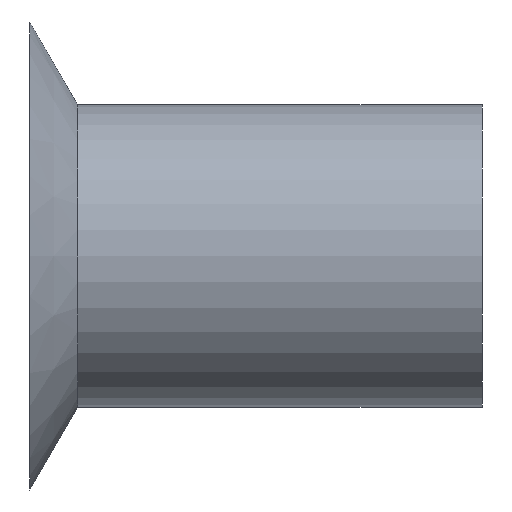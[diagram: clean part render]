
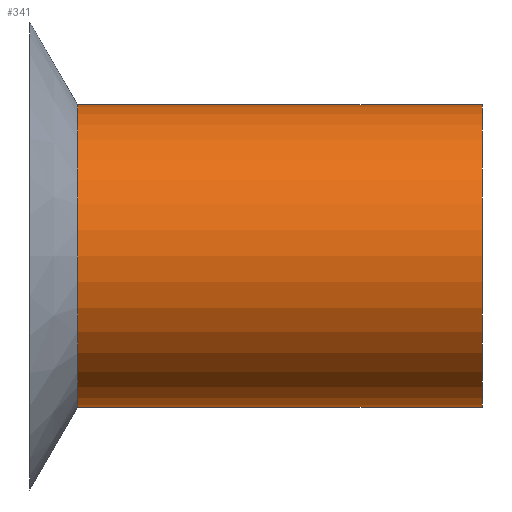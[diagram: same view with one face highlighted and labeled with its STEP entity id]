
A CAD part, left-side view. The second image highlights one B-rep face of the part: STEP entity #341.
In plain terms, the highlighted cylindrical face has radius 0.97 mm (diameter 1.94 mm), a partial arc.
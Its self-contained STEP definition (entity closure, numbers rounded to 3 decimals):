
#3 = ORIENTED_EDGE ( 'NONE', *, *, #99, .T. ) ;
#13 = VECTOR ( 'NONE', #83, 1000. ) ;
#15 = ORIENTED_EDGE ( 'NONE', *, *, #237, .F. ) ;
#30 = CARTESIAN_POINT ( 'NONE',  ( 0., 2.594, -0.97 ) ) ;
#43 = CARTESIAN_POINT ( 'NONE',  ( 0., 0., 0.97 ) ) ;
#45 = DIRECTION ( 'NONE',  ( 0., -1., 0. ) ) ;
#54 = VERTEX_POINT ( 'NONE', #623 ) ;
#73 = CIRCLE ( 'NONE', #93, 0.97 ) ;
#83 = DIRECTION ( 'NONE',  ( 0., -1., 0. ) ) ;
#92 = EDGE_LOOP ( 'NONE', ( #336, #137, #3, #15 ) ) ;
#93 = AXIS2_PLACEMENT_3D ( 'NONE', #464, #139, #507 ) ;
#99 = EDGE_CURVE ( 'NONE', #515, #490, #140, .T. ) ;
#105 = LINE ( 'NONE', #43, #510 ) ;
#129 = FACE_OUTER_BOUND ( 'NONE', #92, .T. ) ;
#137 = ORIENTED_EDGE ( 'NONE', *, *, #192, .T. ) ;
#139 = DIRECTION ( 'NONE',  ( 0., -1., 0. ) ) ;
#140 = LINE ( 'NONE', #404, #13 ) ;
#156 = DIRECTION ( 'NONE',  ( 0., 0., -1. ) ) ;
#169 = EDGE_CURVE ( 'NONE', #54, #381, #105, .T. ) ;
#192 = EDGE_CURVE ( 'NONE', #54, #515, #234, .T. ) ;
#221 = CARTESIAN_POINT ( 'NONE',  ( 0., 0., -0.97 ) ) ;
#234 = CIRCLE ( 'NONE', #638, 0.97 ) ;
#237 = EDGE_CURVE ( 'NONE', #381, #490, #73, .T. ) ;
#283 = DIRECTION ( 'NONE',  ( 0., -1., 0. ) ) ;
#336 = ORIENTED_EDGE ( 'NONE', *, *, #169, .F. ) ;
#341 = ADVANCED_FACE ( 'NONE', ( #129 ), #530, .T. ) ;
#342 = CARTESIAN_POINT ( 'NONE',  ( 0., 2.594, 0. ) ) ;
#381 = VERTEX_POINT ( 'NONE', #618 ) ;
#404 = CARTESIAN_POINT ( 'NONE',  ( 0., 0., -0.97 ) ) ;
#413 = DIRECTION ( 'NONE',  ( 0., 0., -1. ) ) ;
#432 = CARTESIAN_POINT ( 'NONE',  ( 0., 0., 0. ) ) ;
#464 = CARTESIAN_POINT ( 'NONE',  ( 0., 0., 0. ) ) ;
#479 = DIRECTION ( 'NONE',  ( 0., -1., 0. ) ) ;
#490 = VERTEX_POINT ( 'NONE', #221 ) ;
#507 = DIRECTION ( 'NONE',  ( 0., 0., -1. ) ) ;
#510 = VECTOR ( 'NONE', #283, 1000. ) ;
#515 = VERTEX_POINT ( 'NONE', #30 ) ;
#530 = CYLINDRICAL_SURFACE ( 'NONE', #597, 0.97 ) ;
#597 = AXIS2_PLACEMENT_3D ( 'NONE', #432, #479, #156 ) ;
#618 = CARTESIAN_POINT ( 'NONE',  ( 0., 0., 0.97 ) ) ;
#623 = CARTESIAN_POINT ( 'NONE',  ( 0., 2.594, 0.97 ) ) ;
#638 = AXIS2_PLACEMENT_3D ( 'NONE', #342, #45, #413 ) ;
